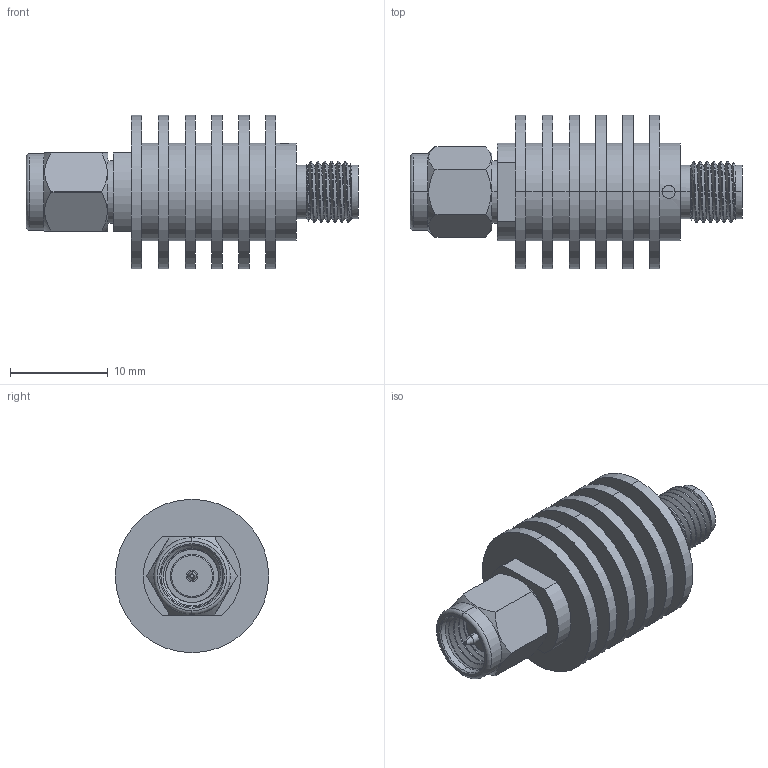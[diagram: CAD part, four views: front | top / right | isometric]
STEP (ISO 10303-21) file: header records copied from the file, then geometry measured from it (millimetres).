
FILE_DESCRIPTION (( 'STEP AP214' ), '1' );
FILE_NAME ('FMAT7623-20_3D.step', '2025-01-20T17:54:36', ( '' ), ( '' ), 'SwSTEP 2.0', 'SolidWorks 2022', '' );
FILE_SCHEMA (( 'AUTOMOTIVE_DESIGN' ));
Length unit declared in the file: inch
Products named in the file (1): FMAT7623-20_3D
Bounding box: 34 x 15.7 x 15.7 mm (x, y, z)
Volume: 2677.6 mm3; surface area: 2906.9 mm2
Topology: 1 solids, 1 shells, 146 faces, 343 edges, 221 vertices
Faces by surface type: cylinder 74, plane 32, cone 28, bspline 8, torus 4
Entity records: 7529 total; most frequent: CARTESIAN_POINT 4315, ORIENTED_EDGE 686, DIRECTION 640, EDGE_CURVE 343, AXIS2_PLACEMENT_3D 271, VERTEX_POINT 221, EDGE_LOOP 168, FACE_OUTER_BOUND 146
